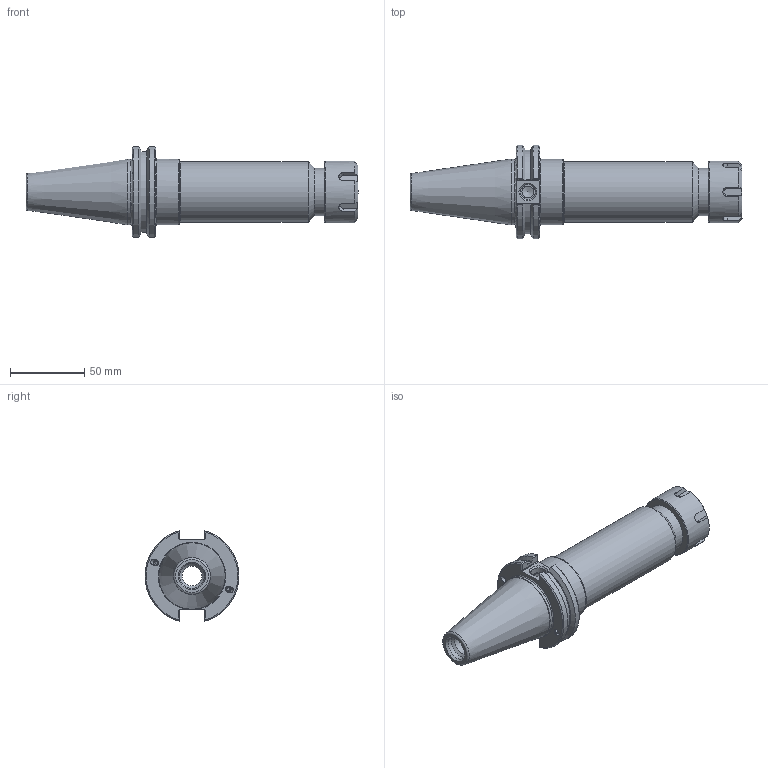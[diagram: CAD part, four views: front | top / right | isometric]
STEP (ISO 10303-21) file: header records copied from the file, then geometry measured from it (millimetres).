
FILE_DESCRIPTION(/* description */ ('COLLET NUT'),/* implementation_level */ '2;1');
FILE_NAME(/* name */ 'C40BC-25ERP612.stp',/* time_stamp */ '2017-02-13T09:00:01-05:00',/* author */ ('davhar'),/* organization */ (''),/* preprocessor_version */ 'ST-DEVELOPER v16.1',/* originating_system */ 'Autodesk Inventor 2016',/* authorisation */ '');
FILE_SCHEMA (('AUTOMOTIVE_DESIGN { 1 0 10303 214 3 1 1 }'));
Length unit declared in the file: inch
Products named in the file (4): 25ERPN; C40BC-25ER6-1; 029-965; C40BC-25ERP612
Assembly tree (4 placements, depth 2):
  C40BC-25ERP612
    25ERPN
    C40BC-25ER6-1
    029-965  x2
Bounding box: 223.71 x 63.26 x 61.05 mm (x, y, z)
Volume: 239701.7 mm3; surface area: 49037.2 mm2
Topology: 4 solids, 4 shells, 171 faces, 409 edges, 260 vertices
Faces by surface type: plane 78, cylinder 44, cone 37, torus 10, sphere 2
Full cylindrical faces by diameter (mm): 3.3 x2, 4 x4, 4.1 x2, 4.2 x2, 8.001 x1, 10.135 x1, 13.386 x1, 15.748 x1, 16.459 x1, 18.034 x1, 20.599 x1, 24.13 x1, 26.086 x1, 30.912 x1, 32 x1, 32.512 x1, 40.513 x1, 41.732 x1, 43.942 x1, 44.45 x1
Entity records: 4513 total; most frequent: CARTESIAN_POINT 993, DIRECTION 696, ORIENTED_EDGE 626, EDGE_CURVE 313, AXIS2_PLACEMENT_3D 280, VERTEX_POINT 229, EDGE_LOOP 228, FACE_OUTER_BOUND 155
